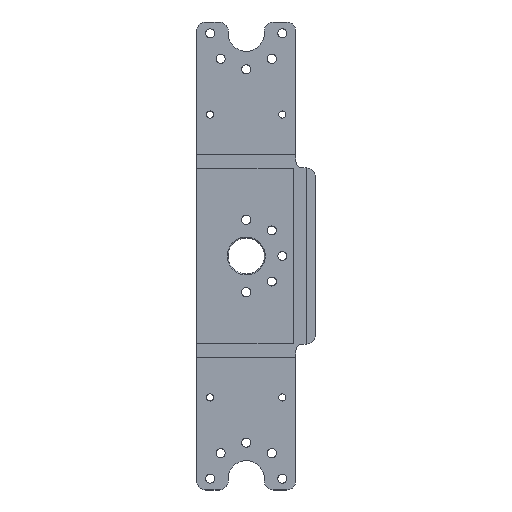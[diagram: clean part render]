
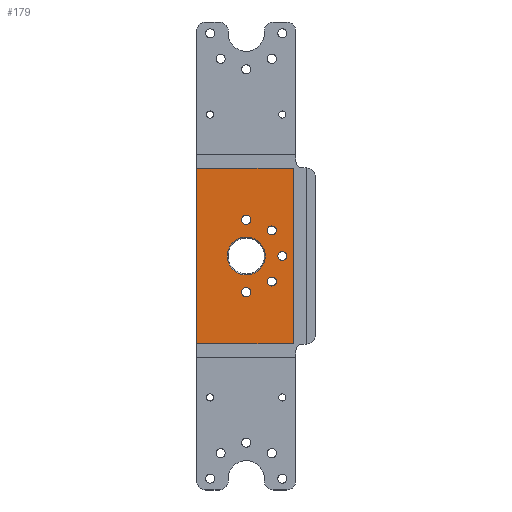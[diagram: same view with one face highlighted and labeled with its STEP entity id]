
A CAD part, top view. The second image highlights one B-rep face of the part: STEP entity #179.
In plain terms, the highlighted planar face has unit normal (0, 0, 1).
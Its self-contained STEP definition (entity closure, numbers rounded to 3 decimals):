
#179=ADVANCED_FACE('',(#304,#305,#306,#307,#308,#309,#310),#265,.T.);
#265=PLANE('',#1814);
#304=FACE_BOUND('',#349,.T.);
#305=FACE_BOUND('',#350,.T.);
#306=FACE_BOUND('',#351,.T.);
#307=FACE_BOUND('',#352,.T.);
#308=FACE_BOUND('',#353,.T.);
#309=FACE_BOUND('',#354,.T.);
#310=FACE_BOUND('',#355,.T.);
#349=EDGE_LOOP('',(#638,#639,#640,#641));
#350=EDGE_LOOP('',(#642,#643));
#351=EDGE_LOOP('',(#644,#645));
#352=EDGE_LOOP('',(#646,#647));
#353=EDGE_LOOP('',(#648,#649));
#354=EDGE_LOOP('',(#650,#651));
#355=EDGE_LOOP('',(#652,#653));
#502=CIRCLE('',#1802,1.);
#503=CIRCLE('',#1803,1.);
#504=CIRCLE('',#1804,1.);
#505=CIRCLE('',#1805,1.);
#506=CIRCLE('',#1806,1.);
#507=CIRCLE('',#1807,1.);
#508=CIRCLE('',#1808,1.);
#509=CIRCLE('',#1809,1.);
#510=CIRCLE('',#1810,1.);
#511=CIRCLE('',#1811,1.);
#512=CIRCLE('',#1812,4.2);
#513=CIRCLE('',#1813,4.2);
#638=ORIENTED_EDGE('',*,*,#1304,.F.);
#639=ORIENTED_EDGE('',*,*,#1305,.F.);
#640=ORIENTED_EDGE('',*,*,#1306,.F.);
#641=ORIENTED_EDGE('',*,*,#1307,.T.);
#642=ORIENTED_EDGE('',*,*,#1308,.T.);
#643=ORIENTED_EDGE('',*,*,#1309,.T.);
#644=ORIENTED_EDGE('',*,*,#1310,.T.);
#645=ORIENTED_EDGE('',*,*,#1311,.T.);
#646=ORIENTED_EDGE('',*,*,#1312,.T.);
#647=ORIENTED_EDGE('',*,*,#1313,.T.);
#648=ORIENTED_EDGE('',*,*,#1314,.T.);
#649=ORIENTED_EDGE('',*,*,#1315,.T.);
#650=ORIENTED_EDGE('',*,*,#1316,.T.);
#651=ORIENTED_EDGE('',*,*,#1317,.T.);
#652=ORIENTED_EDGE('',*,*,#1318,.F.);
#653=ORIENTED_EDGE('',*,*,#1319,.F.);
#1138=VERTEX_POINT('',#2630);
#1139=VERTEX_POINT('',#2631);
#1140=VERTEX_POINT('',#2633);
#1141=VERTEX_POINT('',#2635);
#1142=VERTEX_POINT('',#2638);
#1143=VERTEX_POINT('',#2639);
#1144=VERTEX_POINT('',#2642);
#1145=VERTEX_POINT('',#2643);
#1146=VERTEX_POINT('',#2646);
#1147=VERTEX_POINT('',#2647);
#1148=VERTEX_POINT('',#2650);
#1149=VERTEX_POINT('',#2651);
#1150=VERTEX_POINT('',#2654);
#1151=VERTEX_POINT('',#2655);
#1152=VERTEX_POINT('',#2658);
#1153=VERTEX_POINT('',#2659);
#1304=EDGE_CURVE('',#1138,#1139,#1510,.T.);
#1305=EDGE_CURVE('',#1140,#1138,#1511,.T.);
#1306=EDGE_CURVE('',#1141,#1140,#1512,.T.);
#1307=EDGE_CURVE('',#1141,#1139,#1513,.T.);
#1308=EDGE_CURVE('',#1142,#1143,#502,.T.);
#1309=EDGE_CURVE('',#1143,#1142,#503,.T.);
#1310=EDGE_CURVE('',#1144,#1145,#504,.T.);
#1311=EDGE_CURVE('',#1145,#1144,#505,.T.);
#1312=EDGE_CURVE('',#1146,#1147,#506,.T.);
#1313=EDGE_CURVE('',#1147,#1146,#507,.T.);
#1314=EDGE_CURVE('',#1148,#1149,#508,.T.);
#1315=EDGE_CURVE('',#1149,#1148,#509,.T.);
#1316=EDGE_CURVE('',#1150,#1151,#510,.T.);
#1317=EDGE_CURVE('',#1151,#1150,#511,.T.);
#1318=EDGE_CURVE('',#1152,#1153,#512,.T.);
#1319=EDGE_CURVE('',#1153,#1152,#513,.T.);
#1510=LINE('',#2629,#1640);
#1511=LINE('',#2632,#1641);
#1512=LINE('',#2634,#1642);
#1513=LINE('',#2636,#1643);
#1640=VECTOR('',#2073,1.);
#1641=VECTOR('',#2074,1.);
#1642=VECTOR('',#2075,1.);
#1643=VECTOR('',#2076,1.);
#1802=AXIS2_PLACEMENT_3D('',#2637,#2077,#2078);
#1803=AXIS2_PLACEMENT_3D('',#2640,#2079,#2080);
#1804=AXIS2_PLACEMENT_3D('',#2641,#2081,#2082);
#1805=AXIS2_PLACEMENT_3D('',#2644,#2083,#2084);
#1806=AXIS2_PLACEMENT_3D('',#2645,#2085,#2086);
#1807=AXIS2_PLACEMENT_3D('',#2648,#2087,#2088);
#1808=AXIS2_PLACEMENT_3D('',#2649,#2089,#2090);
#1809=AXIS2_PLACEMENT_3D('',#2652,#2091,#2092);
#1810=AXIS2_PLACEMENT_3D('',#2653,#2093,#2094);
#1811=AXIS2_PLACEMENT_3D('',#2656,#2095,#2096);
#1812=AXIS2_PLACEMENT_3D('',#2657,#2097,#2098);
#1813=AXIS2_PLACEMENT_3D('',#2660,#2099,#2100);
#1814=AXIS2_PLACEMENT_3D('',#2661,#2101,#2102);
#2073=DIRECTION('',(-1.,0.,0.));
#2074=DIRECTION('',(0.,-1.,0.));
#2075=DIRECTION('',(1.,0.,0.));
#2076=DIRECTION('',(0.,-1.,0.));
#2077=DIRECTION('',(0.,0.,-1.));
#2078=DIRECTION('',(0.,-1.,0.));
#2079=DIRECTION('',(0.,0.,-1.));
#2080=DIRECTION('',(0.,1.,0.));
#2081=DIRECTION('',(0.,0.,-1.));
#2082=DIRECTION('',(0.,-1.,0.));
#2083=DIRECTION('',(0.,0.,-1.));
#2084=DIRECTION('',(0.,1.,0.));
#2085=DIRECTION('',(0.,0.,-1.));
#2086=DIRECTION('',(0.,-1.,0.));
#2087=DIRECTION('',(0.,0.,-1.));
#2088=DIRECTION('',(0.,1.,0.));
#2089=DIRECTION('',(0.,0.,-1.));
#2090=DIRECTION('',(0.,-1.,0.));
#2091=DIRECTION('',(0.,0.,-1.));
#2092=DIRECTION('',(0.,1.,0.));
#2093=DIRECTION('',(0.,0.,-1.));
#2094=DIRECTION('',(0.,-1.,0.));
#2095=DIRECTION('',(0.,0.,-1.));
#2096=DIRECTION('',(0.,1.,0.));
#2097=DIRECTION('',(0.,0.,1.));
#2098=DIRECTION('',(0.,1.,0.));
#2099=DIRECTION('',(0.,0.,1.));
#2100=DIRECTION('',(0.,-1.,0.));
#2101=DIRECTION('',(0.,0.,1.));
#2102=DIRECTION('',(0.,1.,0.));
#2629=CARTESIAN_POINT('',(26.411,86.45,2.));
#2630=CARTESIAN_POINT('',(26.411,86.45,2.));
#2631=CARTESIAN_POINT('',(5.,86.45,2.));
#2632=CARTESIAN_POINT('',(26.411,125.272,2.));
#2633=CARTESIAN_POINT('',(26.411,125.272,2.));
#2634=CARTESIAN_POINT('',(5.,125.272,2.));
#2635=CARTESIAN_POINT('',(5.,125.272,2.));
#2636=CARTESIAN_POINT('',(5.,155.183,2.));
#2637=CARTESIAN_POINT('',(16.,113.861,2.));
#2638=CARTESIAN_POINT('',(16.,112.861,2.));
#2639=CARTESIAN_POINT('',(16.,114.861,2.));
#2640=CARTESIAN_POINT('',(16.,113.861,2.));
#2641=CARTESIAN_POINT('',(21.657,111.518,2.));
#2642=CARTESIAN_POINT('',(21.657,110.518,2.));
#2643=CARTESIAN_POINT('',(21.657,112.518,2.));
#2644=CARTESIAN_POINT('',(21.657,111.518,2.));
#2645=CARTESIAN_POINT('',(24.,105.861,2.));
#2646=CARTESIAN_POINT('',(24.,104.861,2.));
#2647=CARTESIAN_POINT('',(24.,106.861,2.));
#2648=CARTESIAN_POINT('',(24.,105.861,2.));
#2649=CARTESIAN_POINT('',(21.657,100.204,2.));
#2650=CARTESIAN_POINT('',(21.657,99.204,2.));
#2651=CARTESIAN_POINT('',(21.657,101.204,2.));
#2652=CARTESIAN_POINT('',(21.657,100.204,2.));
#2653=CARTESIAN_POINT('',(16.,97.861,2.));
#2654=CARTESIAN_POINT('',(16.,96.861,2.));
#2655=CARTESIAN_POINT('',(16.,98.861,2.));
#2656=CARTESIAN_POINT('',(16.,97.861,2.));
#2657=CARTESIAN_POINT('',(16.,105.861,2.));
#2658=CARTESIAN_POINT('',(16.,110.061,2.));
#2659=CARTESIAN_POINT('',(16.,101.661,2.));
#2660=CARTESIAN_POINT('',(16.,105.861,2.));
#2661=CARTESIAN_POINT('',(5.,170.183,2.));
